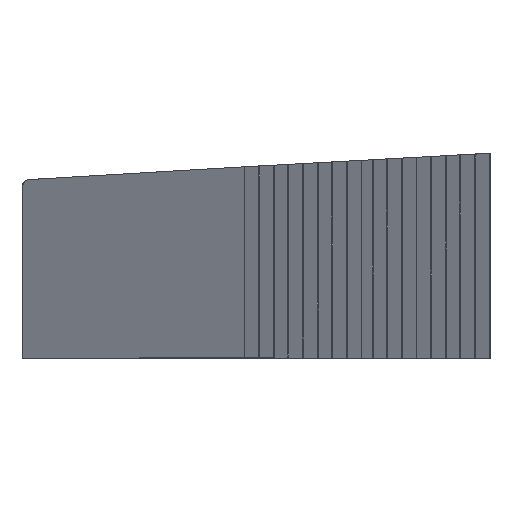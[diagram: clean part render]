
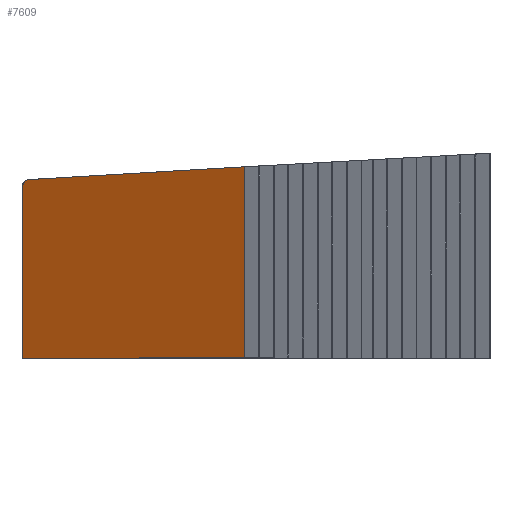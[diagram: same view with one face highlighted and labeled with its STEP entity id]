
A CAD part, top view. The second image highlights one B-rep face of the part: STEP entity #7609.
In plain terms, the highlighted planar face has unit normal (-0.526, 0, 0.851).
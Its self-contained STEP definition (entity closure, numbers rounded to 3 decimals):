
#7245 = PLANE('',#7246);
#7246 = AXIS2_PLACEMENT_3D('',#7247,#7248,#7249);
#7247 = CARTESIAN_POINT('',(9655.324,0.,5967.381));
#7248 = DIRECTION('',(0.851,0.,0.526));
#7249 = DIRECTION('',(0.,-1.,0.));
#7271 = PLANE('',#7272);
#7272 = AXIS2_PLACEMENT_3D('',#7273,#7274,#7275);
#7273 = CARTESIAN_POINT('',(0.,0.,-7500.));
#7274 = DIRECTION('',(0.,-1.,-0.));
#7275 = DIRECTION('',(1.,0.,0.));
#7297 = PLANE('',#7298);
#7298 = AXIS2_PLACEMENT_3D('',#7299,#7300,#7301);
#7299 = CARTESIAN_POINT('',(8612.481,-45.193,
    9172.593));
#7300 = DIRECTION('',(0.851,0.,0.526));
#7301 = DIRECTION('',(0.,-1.,0.));
#7323 = PLANE('',#7324);
#7324 = AXIS2_PLACEMENT_3D('',#7325,#7326,#7327);
#7325 = CARTESIAN_POINT('',(5.571,-95.645,0.));
#7326 = DIRECTION('',(0.058,-0.998,0.));
#7327 = DIRECTION('',(0.,0.,-1.));
#7349 = CYLINDRICAL_SURFACE('',#7350,23.);
#7350 = AXIS2_PLACEMENT_3D('',#7351,#7352,#7353);
#7351 = CARTESIAN_POINT('',(10972.624,520.074,
    3879.716));
#7352 = DIRECTION('',(0.525,0.031,-0.85)
  );
#7353 = DIRECTION('',(-0.058,0.998,
    0.));
#7371 = VERTEX_POINT('',#7372);
#7372 = CARTESIAN_POINT('',(10997.478,522.661,
    3795.754));
#7393 = EDGE_CURVE('',#7394,#7371,#7396,.T.);
#7394 = VERTEX_POINT('',#7395);
#7395 = CARTESIAN_POINT('',(10997.478,0.,3795.754));
#7396 = SURFACE_CURVE('',#7397,(#7401,#7407),.PCURVE_S1.);
#7397 = LINE('',#7398,#7399);
#7398 = CARTESIAN_POINT('',(10997.478,11.139,
    3795.754));
#7399 = VECTOR('',#7400,1.);
#7400 = DIRECTION('',(0.,1.,-0.));
#7401 = PCURVE('',#7245,#7402);
#7402 = DEFINITIONAL_REPRESENTATION('',(#7403),#7406);
#7403 = B_SPLINE_CURVE_WITH_KNOTS('',1,(#7404,#7405),.UNSPECIFIED.,.F.,
  .F.,(2,2),(-617.978,664.095),.PIECEWISE_BEZIER_KNOTS.);
#7404 = CARTESIAN_POINT('',(606.839,2552.909));
#7405 = CARTESIAN_POINT('',(-675.234,2552.909));
#7406 = ( GEOMETRIC_REPRESENTATION_CONTEXT(2) 
PARAMETRIC_REPRESENTATION_CONTEXT() REPRESENTATION_CONTEXT('2D SPACE',''
  ) );
#7407 = PCURVE('',#7408,#7413);
#7408 = PLANE('',#7409);
#7409 = AXIS2_PLACEMENT_3D('',#7410,#7411,#7412);
#7410 = CARTESIAN_POINT('',(10997.478,22.278,
    3795.754));
#7411 = DIRECTION('',(-0.526,0.,0.851));
#7412 = DIRECTION('',(0.851,0.,0.526));
#7413 = DEFINITIONAL_REPRESENTATION('',(#7414),#7417);
#7414 = B_SPLINE_CURVE_WITH_KNOTS('',1,(#7415,#7416),.UNSPECIFIED.,.F.,
  .F.,(2,2),(-617.978,664.095),.PIECEWISE_BEZIER_KNOTS.);
#7415 = CARTESIAN_POINT('',(0.,-629.117));
#7416 = CARTESIAN_POINT('',(0.,652.956));
#7417 = ( GEOMETRIC_REPRESENTATION_CONTEXT(2) 
PARAMETRIC_REPRESENTATION_CONTEXT() REPRESENTATION_CONTEXT('2D SPACE',''
  ) );
#7442 = EDGE_CURVE('',#7443,#7371,#7445,.T.);
#7443 = VERTEX_POINT('',#7444);
#7444 = CARTESIAN_POINT('',(11016.075,545.644,
    3807.248));
#7445 = SURFACE_CURVE('',#7446,(#7451,#7464),.PCURVE_S1.);
#7446 = ELLIPSE('',#7447,23.011,23.);
#7447 = AXIS2_PLACEMENT_3D('',#7448,#7449,#7450);
#7448 = CARTESIAN_POINT('',(11017.043,522.661,
    3807.846));
#7449 = DIRECTION('',(-0.526,0.,0.851)
  );
#7450 = DIRECTION('',(0.,1.,0.));
#7451 = PCURVE('',#7349,#7452);
#7452 = DEFINITIONAL_REPRESENTATION('',(#7453),#7463);
#7453 = B_SPLINE_CURVE_WITH_KNOTS('',8,(#7454,#7455,#7456,#7457,#7458,
    #7459,#7460,#7461,#7462),.UNSPECIFIED.,.F.,.F.,(9,9),(
    0.049,1.571),.PIECEWISE_BEZIER_KNOTS.);
#7454 = CARTESIAN_POINT('',(0.,85.232));
#7455 = CARTESIAN_POINT('',(-0.19,85.225));
#7456 = CARTESIAN_POINT('',(-0.38,85.19));
#7457 = CARTESIAN_POINT('',(-0.57,85.125));
#7458 = CARTESIAN_POINT('',(-0.761,85.035));
#7459 = CARTESIAN_POINT('',(-0.951,84.923));
#7460 = CARTESIAN_POINT('',(-1.141,84.796));
#7461 = CARTESIAN_POINT('',(-1.331,84.663));
#7462 = CARTESIAN_POINT('',(-1.521,84.529));
#7463 = ( GEOMETRIC_REPRESENTATION_CONTEXT(2) 
PARAMETRIC_REPRESENTATION_CONTEXT() REPRESENTATION_CONTEXT('2D SPACE',''
  ) );
#7464 = PCURVE('',#7408,#7465);
#7465 = DEFINITIONAL_REPRESENTATION('',(#7466),#7470);
#7466 = ELLIPSE('',#7467,23.011,23.);
#7467 = AXIS2_PLACEMENT_2D('',#7468,#7469);
#7468 = CARTESIAN_POINT('',(23.,500.384));
#7469 = DIRECTION('',(0.,1.));
#7470 = ( GEOMETRIC_REPRESENTATION_CONTEXT(2) 
PARAMETRIC_REPRESENTATION_CONTEXT() REPRESENTATION_CONTEXT('2D SPACE',''
  ) );
#7500 = VERTEX_POINT('',#7501);
#7501 = CARTESIAN_POINT('',(11676.295,584.097,
    4215.291));
#7520 = EDGE_CURVE('',#7443,#7500,#7521,.T.);
#7521 = SURFACE_CURVE('',#7522,(#7526,#7532),.PCURVE_S1.);
#7522 = LINE('',#7523,#7524);
#7523 = CARTESIAN_POINT('',(6159.211,262.764,
    805.509));
#7524 = VECTOR('',#7525,1.);
#7525 = DIRECTION('',(0.85,0.049,0.525)
  );
#7526 = PCURVE('',#7323,#7527);
#7527 = DEFINITIONAL_REPRESENTATION('',(#7528),#7531);
#7528 = B_SPLINE_CURVE_WITH_KNOTS('',1,(#7529,#7530),.UNSPECIFIED.,.F.,
  .F.,(2,2),(5496.735,7070.54),
  .PIECEWISE_BEZIER_KNOTS.);
#7529 = CARTESIAN_POINT('',(-3691.795,10842.043));
#7530 = CARTESIAN_POINT('',(-4518.187,12181.424));
#7531 = ( GEOMETRIC_REPRESENTATION_CONTEXT(2) 
PARAMETRIC_REPRESENTATION_CONTEXT() REPRESENTATION_CONTEXT('2D SPACE',''
  ) );
#7532 = PCURVE('',#7408,#7533);
#7533 = DEFINITIONAL_REPRESENTATION('',(#7534),#7537);
#7534 = B_SPLINE_CURVE_WITH_KNOTS('',1,(#7535,#7536),.UNSPECIFIED.,.F.,
  .F.,(2,2),(5496.735,7070.54),
  .PIECEWISE_BEZIER_KNOTS.);
#7535 = CARTESIAN_POINT('',(-197.74,512.486));
#7536 = CARTESIAN_POINT('',(1374.138,590.364));
#7537 = ( GEOMETRIC_REPRESENTATION_CONTEXT(2) 
PARAMETRIC_REPRESENTATION_CONTEXT() REPRESENTATION_CONTEXT('2D SPACE',''
  ) );
#7544 = VERTEX_POINT('',#7545);
#7545 = CARTESIAN_POINT('',(11676.295,0.,4215.291));
#7566 = EDGE_CURVE('',#7544,#7500,#7567,.T.);
#7567 = SURFACE_CURVE('',#7568,(#7572,#7578),.PCURVE_S1.);
#7568 = LINE('',#7569,#7570);
#7569 = CARTESIAN_POINT('',(11676.295,-11.458,
    4215.291));
#7570 = VECTOR('',#7571,1.);
#7571 = DIRECTION('',(0.,1.,-0.));
#7572 = PCURVE('',#7297,#7573);
#7573 = DEFINITIONAL_REPRESENTATION('',(#7574),#7577);
#7574 = B_SPLINE_CURVE_WITH_KNOTS('',1,(#7575,#7576),.UNSPECIFIED.,.F.,
  .F.,(2,2),(-627.072,759.285),.PIECEWISE_BEZIER_KNOTS.);
#7575 = CARTESIAN_POINT('',(593.337,5827.676));
#7576 = CARTESIAN_POINT('',(-793.02,5827.676));
#7577 = ( GEOMETRIC_REPRESENTATION_CONTEXT(2) 
PARAMETRIC_REPRESENTATION_CONTEXT() REPRESENTATION_CONTEXT('2D SPACE',''
  ) );
#7578 = PCURVE('',#7408,#7579);
#7579 = DEFINITIONAL_REPRESENTATION('',(#7580),#7583);
#7580 = B_SPLINE_CURVE_WITH_KNOTS('',1,(#7581,#7582),.UNSPECIFIED.,.F.,
  .F.,(2,2),(-627.072,759.285),.PIECEWISE_BEZIER_KNOTS.);
#7581 = CARTESIAN_POINT('',(798.,-660.807));
#7582 = CARTESIAN_POINT('',(798.,725.55));
#7583 = ( GEOMETRIC_REPRESENTATION_CONTEXT(2) 
PARAMETRIC_REPRESENTATION_CONTEXT() REPRESENTATION_CONTEXT('2D SPACE',''
  ) );
#7591 = EDGE_CURVE('',#7394,#7544,#7592,.T.);
#7592 = SURFACE_CURVE('',#7593,(#7597,#7603),.PCURVE_S1.);
#7593 = LINE('',#7594,#7595);
#7594 = CARTESIAN_POINT('',(4492.757,0.,-224.427));
#7595 = VECTOR('',#7596,1.);
#7596 = DIRECTION('',(0.851,0.,0.526));
#7597 = PCURVE('',#7271,#7598);
#7598 = DEFINITIONAL_REPRESENTATION('',(#7599),#7602);
#7599 = B_SPLINE_CURVE_WITH_KNOTS('',1,(#7600,#7601),.UNSPECIFIED.,.F.,
  .F.,(2,2),(7566.98,8524.58),
  .PIECEWISE_BEZIER_KNOTS.);
#7600 = CARTESIAN_POINT('',(10929.596,11253.8));
#7601 = CARTESIAN_POINT('',(11744.177,11757.244));
#7602 = ( GEOMETRIC_REPRESENTATION_CONTEXT(2) 
PARAMETRIC_REPRESENTATION_CONTEXT() REPRESENTATION_CONTEXT('2D SPACE',''
  ) );
#7603 = PCURVE('',#7408,#7604);
#7604 = DEFINITIONAL_REPRESENTATION('',(#7605),#7608);
#7605 = B_SPLINE_CURVE_WITH_KNOTS('',1,(#7606,#7607),.UNSPECIFIED.,.F.,
  .F.,(2,2),(7566.98,8524.58),
  .PIECEWISE_BEZIER_KNOTS.);
#7606 = CARTESIAN_POINT('',(-79.8,-22.278));
#7607 = CARTESIAN_POINT('',(877.8,-22.278));
#7608 = ( GEOMETRIC_REPRESENTATION_CONTEXT(2) 
PARAMETRIC_REPRESENTATION_CONTEXT() REPRESENTATION_CONTEXT('2D SPACE',''
  ) );
#7609 = ADVANCED_FACE('',(#7610),#7408,.T.);
#7610 = FACE_BOUND('',#7611,.T.);
#7611 = EDGE_LOOP('',(#7612,#7613,#7614,#7615,#7616));
#7612 = ORIENTED_EDGE('',*,*,#7393,.F.);
#7613 = ORIENTED_EDGE('',*,*,#7591,.T.);
#7614 = ORIENTED_EDGE('',*,*,#7566,.T.);
#7615 = ORIENTED_EDGE('',*,*,#7520,.F.);
#7616 = ORIENTED_EDGE('',*,*,#7442,.T.);
